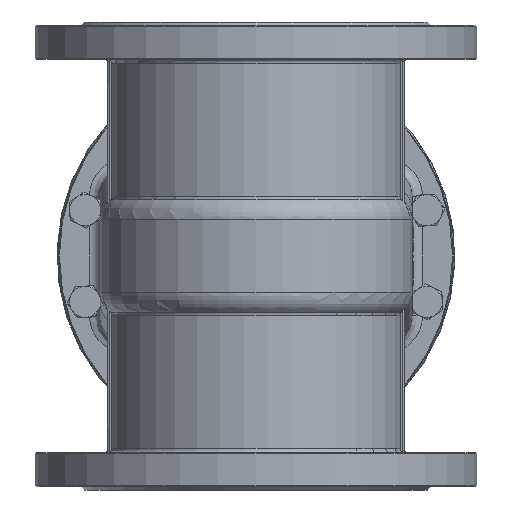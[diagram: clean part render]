
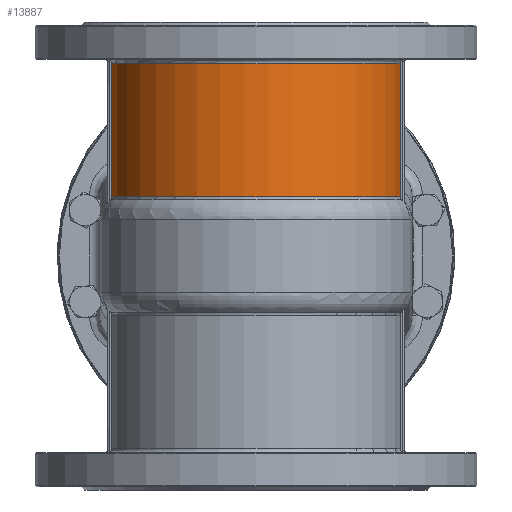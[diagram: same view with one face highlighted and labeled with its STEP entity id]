
A CAD part, front view. The second image highlights one B-rep face of the part: STEP entity #13887.
In plain terms, the highlighted cylindrical face has radius 140 mm (diameter 280 mm), a partial arc.
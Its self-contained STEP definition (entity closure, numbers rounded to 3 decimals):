
#1315=LINE('',#24409,#2065);
#1329=LINE('',#24984,#2079);
#2065=VECTOR('',#18046,10.);
#2079=VECTOR('',#18162,10.);
#2459=CYLINDRICAL_SURFACE('',#15316,140.);
#3436=FACE_OUTER_BOUND('',#4339,.T.);
#4339=EDGE_LOOP('',(#11031,#11032,#11033,#11034));
#5119=CIRCLE('',#15233,140.);
#5132=CIRCLE('',#15251,140.);
#6163=VERTEX_POINT('',#24395);
#6164=VERTEX_POINT('',#24408);
#6195=VERTEX_POINT('',#24678);
#6208=VERTEX_POINT('',#24965);
#7783=EDGE_CURVE('',#6164,#6163,#1315,.T.);
#7832=EDGE_CURVE('',#6163,#6195,#5119,.T.);
#7856=EDGE_CURVE('',#6208,#6164,#5132,.T.);
#7858=EDGE_CURVE('',#6208,#6195,#1329,.T.);
#11031=ORIENTED_EDGE('',*,*,#7832,.T.);
#11032=ORIENTED_EDGE('',*,*,#7858,.F.);
#11033=ORIENTED_EDGE('',*,*,#7856,.T.);
#11034=ORIENTED_EDGE('',*,*,#7783,.T.);
#13887=ADVANCED_FACE('',(#3436),#2459,.T.);
#15233=AXIS2_PLACEMENT_3D('',#24691,#18121,#18122);
#15251=AXIS2_PLACEMENT_3D('',#24966,#18158,#18159);
#15316=AXIS2_PLACEMENT_3D('',#25101,#18302,#18303);
#18046=DIRECTION('',(0.,0.,-1.));
#18121=DIRECTION('center_axis',(0.,0.,1.));
#18122=DIRECTION('ref_axis',(0.,-1.,0.));
#18158=DIRECTION('center_axis',(0.,0.,-1.));
#18159=DIRECTION('ref_axis',(0.,-1.,0.));
#18162=DIRECTION('',(0.,0.,-1.));
#18302=DIRECTION('center_axis',(0.,0.,1.));
#18303=DIRECTION('ref_axis',(1.,0.,0.));
#24395=CARTESIAN_POINT('',(-138.564,-20.,281.909));
#24408=CARTESIAN_POINT('',(-138.564,-20.,410.));
#24409=CARTESIAN_POINT('',(-138.564,-20.,414.));
#24678=CARTESIAN_POINT('',(138.564,-20.,281.909));
#24691=CARTESIAN_POINT('Origin',(0.,0.,281.909));
#24965=CARTESIAN_POINT('',(138.564,-20.,410.));
#24966=CARTESIAN_POINT('Origin',(0.,0.,410.));
#24984=CARTESIAN_POINT('',(138.564,-20.,414.));
#25101=CARTESIAN_POINT('Origin',(0.,0.,414.));
